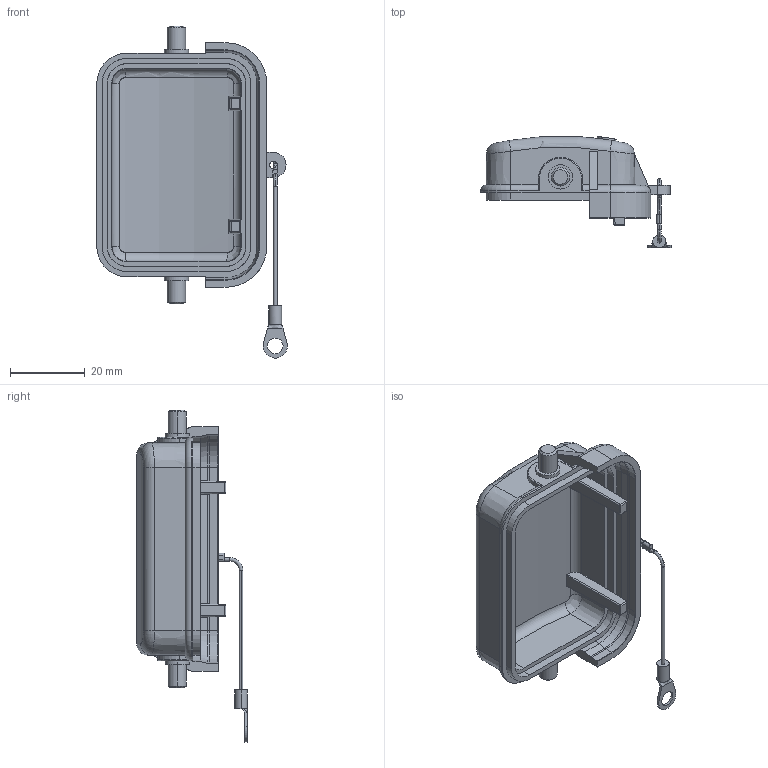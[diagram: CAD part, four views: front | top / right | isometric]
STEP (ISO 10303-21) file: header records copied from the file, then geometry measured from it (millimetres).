
FILE_DESCRIPTION(/* description */ (''),/* implementation_level */ '2;1');
FILE_NAME(/* name */ '3D_1120060108002_H6B-MMCV-2B_2_V1.0_stp.stp',/* time_stamp */ '2023-12-09T10:30:41+08:00',/* author */ (''),/* organization */ (''),/* preprocessor_version */ 'ST-DEVELOPER v18.1',/* originating_system */ 'SIEMENS PLM Software NX 1980',/* authorisation */ '');
FILE_SCHEMA (('AUTOMOTIVE_DESIGN { 1 0 10303 214 3 1 1 1 }'));
Length unit declared in the file: millimetre
Products named in the file (1): 3D_1120060108002_H6B-MMCV-2B_2_V1.0_stp
Bounding box: 51.14 x 29.71 x 89.1 mm (x, y, z)
Volume: 14758.4 mm3; surface area: 12782 mm2
Topology: 1 solids, 1 shells, 312 faces, 784 edges, 486 vertices
Faces by surface type: plane 139, cylinder 94, torus 38, cone 24, bspline 8, extrusion 5, sphere 4
Entity records: 10083 total; most frequent: CARTESIAN_POINT 2723, ORIENTED_EDGE 1560, DIRECTION 1493, EDGE_CURVE 780, AXIS2_PLACEMENT_3D 547, VERTEX_POINT 486, VECTOR 399, LINE 394
